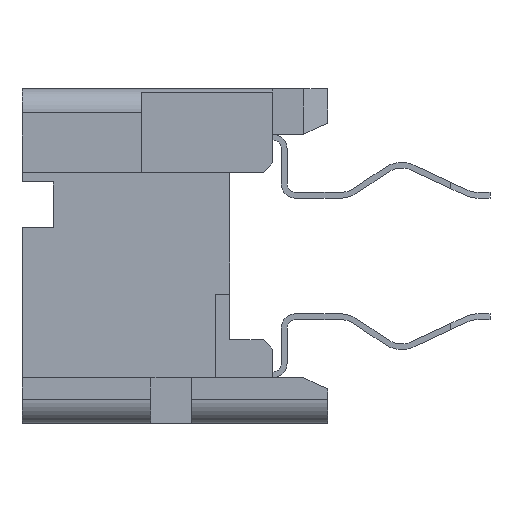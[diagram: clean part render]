
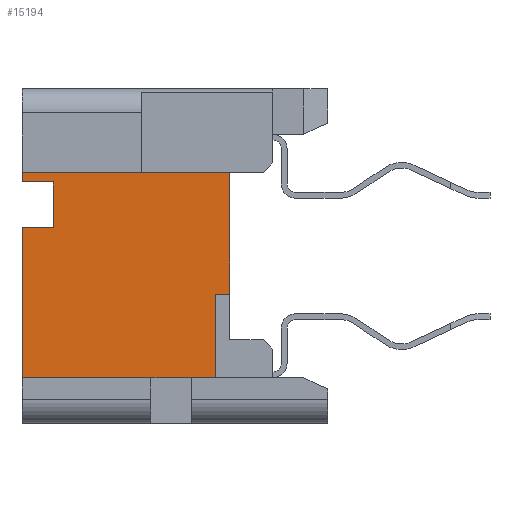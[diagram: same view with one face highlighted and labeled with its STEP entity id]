
A CAD part, left-side view. The second image highlights one B-rep face of the part: STEP entity #15194.
In plain terms, the highlighted planar face has unit normal (-1, 0, 0).
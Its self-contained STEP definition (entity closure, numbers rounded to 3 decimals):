
#777=DIRECTION('',(0.,0.,1.));
#778=VECTOR('',#777,3.15);
#779=CARTESIAN_POINT('',(-8.135,6.4,-2.55));
#780=LINE('',#779,#778);
#929=DIRECTION('',(0.,0.,1.));
#930=VECTOR('',#929,0.2);
#931=CARTESIAN_POINT('',(-8.135,6.4,1.55));
#932=LINE('',#931,#930);
#1664=DIRECTION('',(0.,1.,0.));
#1665=VECTOR('',#1664,0.3);
#1666=CARTESIAN_POINT('',(-8.135,2.05,-0.8));
#1667=LINE('',#1666,#1665);
#1668=DIRECTION('',(0.,0.,1.));
#1669=VECTOR('',#1668,1.75);
#1670=CARTESIAN_POINT('',(-8.135,2.35,-2.55));
#1671=LINE('',#1670,#1669);
#1672=DIRECTION('',(0.,1.,0.));
#1673=VECTOR('',#1672,0.5);
#1674=CARTESIAN_POINT('',(-8.135,2.35,-2.55));
#1675=LINE('',#1674,#1673);
#1676=DIRECTION('',(0.,1.,0.));
#1677=VECTOR('',#1676,0.85);
#1678=CARTESIAN_POINT('',(-8.135,2.85,-2.55));
#1679=LINE('',#1678,#1677);
#1680=DIRECTION('',(0.,1.,0.));
#1681=VECTOR('',#1680,2.7);
#1682=CARTESIAN_POINT('',(-8.135,3.7,-2.55));
#1683=LINE('',#1682,#1681);
#1684=DIRECTION('',(0.,-1.,0.));
#1685=VECTOR('',#1684,0.65);
#1686=CARTESIAN_POINT('',(-8.135,6.4,0.6));
#1687=LINE('',#1686,#1685);
#1688=DIRECTION('',(0.,0.,-1.));
#1689=VECTOR('',#1688,0.95);
#1690=CARTESIAN_POINT('',(-8.135,5.75,1.55));
#1691=LINE('',#1690,#1689);
#1692=DIRECTION('',(0.,-1.,0.));
#1693=VECTOR('',#1692,0.65);
#1694=CARTESIAN_POINT('',(-8.135,6.4,1.55));
#1695=LINE('',#1694,#1693);
#1696=DIRECTION('',(0.,0.,-1.));
#1697=VECTOR('',#1696,2.55);
#1698=CARTESIAN_POINT('',(-8.135,2.05,1.75));
#1699=LINE('',#1698,#1697);
#2316=DIRECTION('',(0.,1.,0.));
#2317=VECTOR('',#2316,4.35);
#2318=CARTESIAN_POINT('',(-8.135,2.05,1.75));
#2319=LINE('',#2318,#2317);
#10451=CARTESIAN_POINT('',(-8.135,6.4,-2.55));
#10452=VERTEX_POINT('',#10451);
#10453=CARTESIAN_POINT('',(-8.135,6.4,1.75));
#10455=VERTEX_POINT('',#10453);
#10475=CARTESIAN_POINT('',(-8.135,6.4,0.6));
#10477=VERTEX_POINT('',#10475);
#10479=CARTESIAN_POINT('',(-8.135,6.4,1.55));
#10480=CARTESIAN_POINT('',(-8.135,5.75,1.55));
#10481=VERTEX_POINT('',#10479);
#10482=VERTEX_POINT('',#10480);
#10483=CARTESIAN_POINT('',(-8.135,5.75,0.6));
#10484=VERTEX_POINT('',#10483);
#10495=CARTESIAN_POINT('',(-8.135,2.05,1.75));
#10496=VERTEX_POINT('',#10495);
#10629=CARTESIAN_POINT('',(-8.135,2.05,-0.8));
#10630=CARTESIAN_POINT('',(-8.135,2.35,-0.8));
#10631=VERTEX_POINT('',#10629);
#10632=VERTEX_POINT('',#10630);
#10633=CARTESIAN_POINT('',(-8.135,2.35,-2.55));
#10634=VERTEX_POINT('',#10633);
#10637=CARTESIAN_POINT('',(-8.135,2.85,-2.55));
#10638=VERTEX_POINT('',#10637);
#10639=CARTESIAN_POINT('',(-8.135,3.7,-2.55));
#10640=VERTEX_POINT('',#10639);
#15169=CARTESIAN_POINT('',(-8.135,0.,-2.55));
#15170=DIRECTION('',(-1.,0.,0.));
#15171=DIRECTION('',(0.,0.,1.));
#15172=AXIS2_PLACEMENT_3D('',#15169,#15170,#15171);
#15173=PLANE('',#15172);
#15175=ORIENTED_EDGE('',*,*,#15174,.T.);
#15177=ORIENTED_EDGE('',*,*,#15176,.F.);
#15178=ORIENTED_EDGE('',*,*,#15119,.T.);
#15180=ORIENTED_EDGE('',*,*,#15179,.T.);
#15181=ORIENTED_EDGE('',*,*,#15095,.T.);
#15182=ORIENTED_EDGE('',*,*,#14343,.T.);
#15183=ORIENTED_EDGE('',*,*,#14515,.T.);
#15185=ORIENTED_EDGE('',*,*,#15184,.F.);
#15186=ORIENTED_EDGE('',*,*,#14615,.F.);
#15187=ORIENTED_EDGE('',*,*,#14460,.T.);
#15189=ORIENTED_EDGE('',*,*,#15188,.F.);
#15191=ORIENTED_EDGE('',*,*,#15190,.T.);
#15192=EDGE_LOOP('',(#15175,#15177,#15178,#15180,#15181,#15182,#15183,#15185,
#15186,#15187,#15189,#15191));
#15193=FACE_OUTER_BOUND('',#15192,.F.);
#15194=ADVANCED_FACE('',(#15193),#15173,.T.);
#14343=EDGE_CURVE('',#10452,#10477,#780,.T.);
#14460=EDGE_CURVE('',#10481,#10455,#932,.T.);
#14515=EDGE_CURVE('',#10477,#10484,#1687,.T.);
#14615=EDGE_CURVE('',#10481,#10482,#1695,.T.);
#15095=EDGE_CURVE('',#10640,#10452,#1683,.T.);
#15119=EDGE_CURVE('',#10634,#10638,#1675,.T.);
#15174=EDGE_CURVE('',#10631,#10632,#1667,.T.);
#15176=EDGE_CURVE('',#10634,#10632,#1671,.T.);
#15179=EDGE_CURVE('',#10638,#10640,#1679,.T.);
#15184=EDGE_CURVE('',#10482,#10484,#1691,.T.);
#15188=EDGE_CURVE('',#10496,#10455,#2319,.T.);
#15190=EDGE_CURVE('',#10496,#10631,#1699,.T.);
